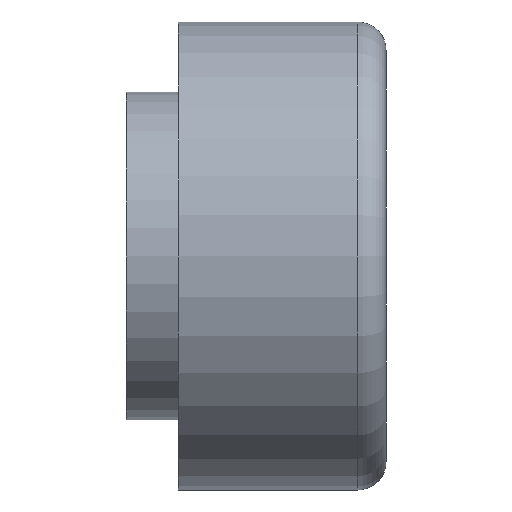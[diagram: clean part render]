
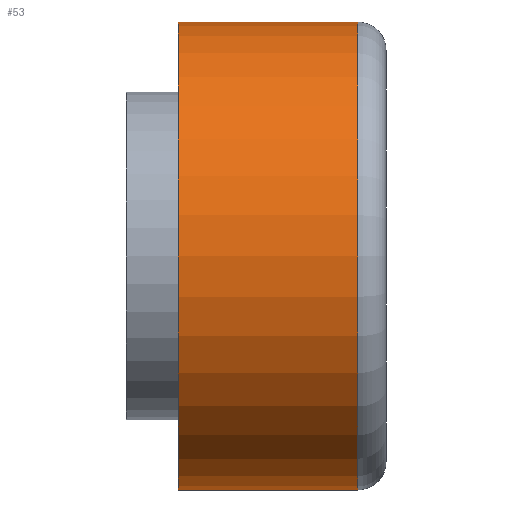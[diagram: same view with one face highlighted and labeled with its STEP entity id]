
A CAD part, front view. The second image highlights one B-rep face of the part: STEP entity #53.
In plain terms, the highlighted cylindrical face has radius 45 mm (diameter 90 mm), a full revolution.
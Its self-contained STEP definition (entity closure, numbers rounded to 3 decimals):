
#53 = ADVANCED_FACE( '', ( #110, #111 ), #112, .T. );
#110 = FACE_OUTER_BOUND( '', #167, .T. );
#111 = FACE_OUTER_BOUND( '', #168, .T. );
#112 = CYLINDRICAL_SURFACE( '', #169, 45. );
#167 = EDGE_LOOP( '', ( #234 ) );
#168 = EDGE_LOOP( '', ( #235 ) );
#169 = AXIS2_PLACEMENT_3D( '', #236, #237, #238 );
#234 = ORIENTED_EDGE( '', *, *, #283, .F. );
#235 = ORIENTED_EDGE( '', *, *, #279, .T. );
#236 = CARTESIAN_POINT( '', ( 50., 0., 0. ) );
#237 = DIRECTION( '', ( -1., 0., 0. ) );
#238 = DIRECTION( '', ( 0., 0., -1. ) );
#279 = EDGE_CURVE( '', #313, #313, #314, .T. );
#283 = EDGE_CURVE( '', #319, #319, #320, .T. );
#313 = VERTEX_POINT( '', #350 );
#314 = CIRCLE( '', #351, 45. );
#319 = VERTEX_POINT( '', #356 );
#320 = CIRCLE( '', #357, 45. );
#350 = CARTESIAN_POINT( '', ( 10., 0., -45. ) );
#351 = AXIS2_PLACEMENT_3D( '', #389, #390, #391 );
#356 = CARTESIAN_POINT( '', ( 44.6, 0., -45. ) );
#357 = AXIS2_PLACEMENT_3D( '', #395, #396, #397 );
#389 = CARTESIAN_POINT( '', ( 10., 0., 0. ) );
#390 = DIRECTION( '', ( 1., 0., 0. ) );
#391 = DIRECTION( '', ( 0., 0., -1. ) );
#395 = CARTESIAN_POINT( '', ( 44.6, 0., 0. ) );
#396 = DIRECTION( '', ( 1., 0., 0. ) );
#397 = DIRECTION( '', ( 0., 0., -1. ) );
